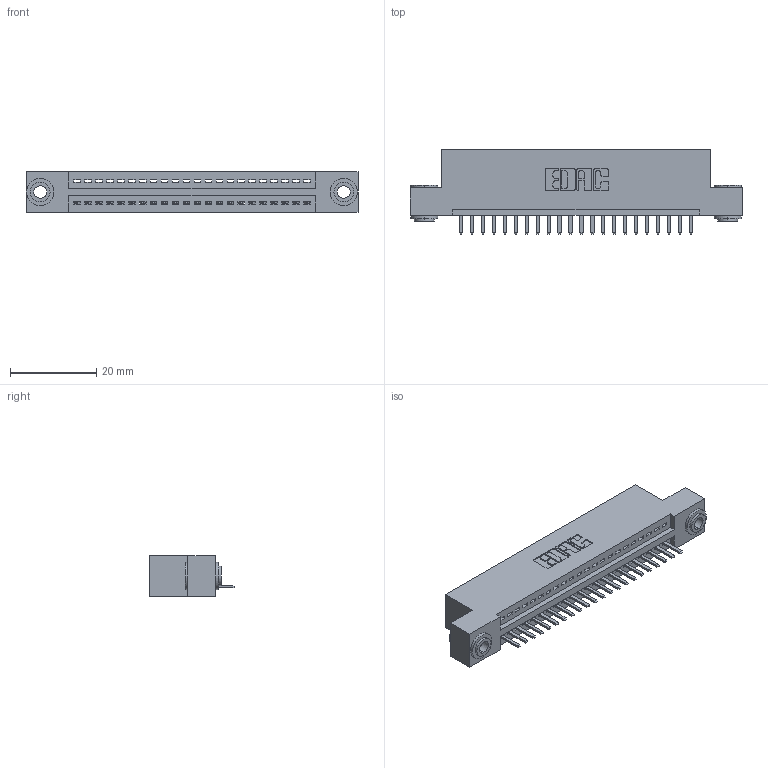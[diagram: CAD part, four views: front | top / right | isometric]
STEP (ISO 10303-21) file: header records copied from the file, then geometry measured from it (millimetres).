
FILE_DESCRIPTION (( 'STEP AP203' ), '1' );
FILE_NAME ('345-022-520-103.STEP', '2018-08-20T11:02:32', ( '' ), ( '' ), 'SwSTEP 2.0', 'SolidWorks 2016', '' );
FILE_SCHEMA (( 'CONFIG_CONTROL_DESIGN' ));
Length unit declared in the file: inch
Products named in the file (4): 345-022-520-103; 345 Part_Flush Mounting Lugs - 0.156 Dia-TH; 345-292-001_345-293-120; 345-250-002_345-250-002-102
Assembly tree (25 placements, depth 2):
  345-022-520-103
    345 Part_Flush Mounting Lugs - 0.156 Dia-TH
    345-292-001_345-293-120  x22
    345-250-002_345-250-002-102  x2
Bounding box: 77.09 x 19.68 x 9.4 mm (x, y, z)
Volume: 7114.3 mm3; surface area: 9189.9 mm2
Topology: 25 solids, 25 shells, 1528 faces, 4465 edges, 2914 vertices
Faces by surface type: plane 1014, cylinder 506, cone 8
Entity records: 20014 total; most frequent: CARTESIAN_POINT 3457, ORIENTED_EDGE 3394, DIRECTION 3067, EDGE_CURVE 1697, LINE 1449, VECTOR 1449, VERTEX_POINT 1126, AXIS2_PLACEMENT_3D 809
